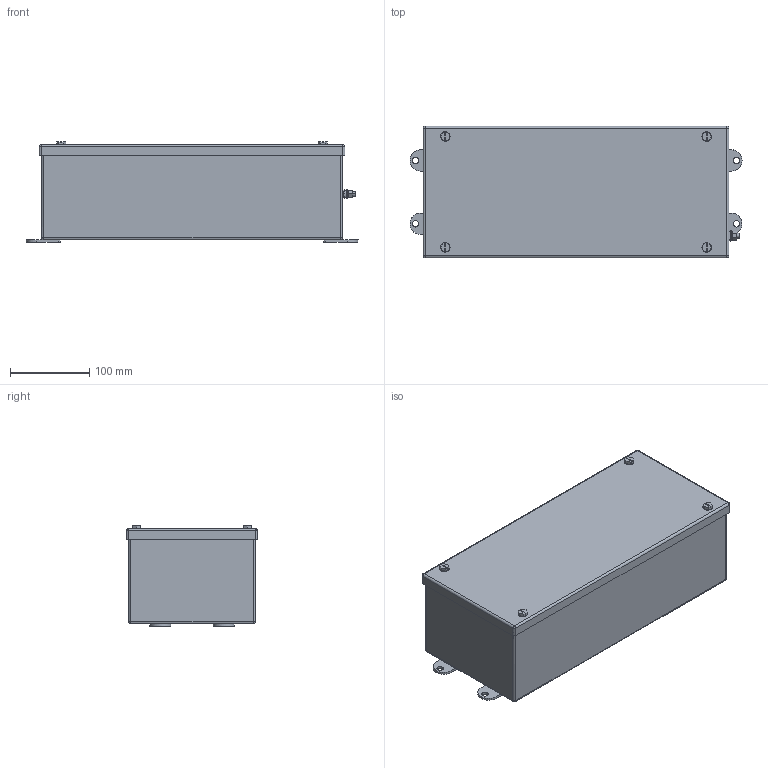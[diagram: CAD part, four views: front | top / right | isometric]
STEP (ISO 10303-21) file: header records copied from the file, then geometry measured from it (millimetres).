
FILE_DESCRIPTION(('CATIA V5R24 STEP','CAx-IF Rec.Pracs.--- Model Styling and Organization---1.2---2011-12-15'),'2;1');
FILE_NAME ('D1446899_0_1025040000_1025040000.stp','2018-05-09T09:03:20+00:00',('none'),('Weidmueller'),'CATIA Version 5-6 Release 2014 SP4 HF52','CATIA V5 STEP AP214','none');
FILE_SCHEMA(('AUTOMOTIVE_DESIGN { 1 0 10303 214 1 1 1 1 }'));
Length unit declared in the file: millimetre
Products named in the file (1): KLIPPON_STB_5_SS_RAL 7032
Bounding box: 419 x 166 x 127 mm (x, y, z)
Volume: 508948.6 mm3; surface area: 581664.3 mm2
Topology: 18 solids, 22 shells, 725 faces, 1685 edges, 1028 vertices
Faces by surface type: plane 340, cylinder 291, cone 52, torus 24, sphere 18
Entity records: 19178 total; most frequent: CARTESIAN_POINT 3710, ORIENTED_EDGE 3318, DIRECTION 2673, EDGE_CURVE 1659, AXIS2_PLACEMENT_3D 1223, VERTEX_POINT 1028, VECTOR 917, LINE 917
